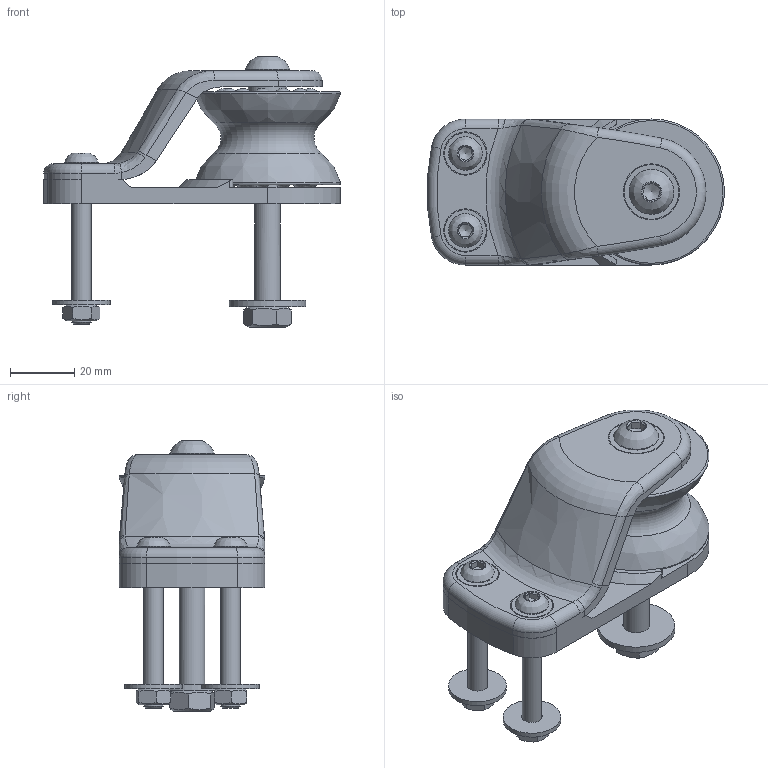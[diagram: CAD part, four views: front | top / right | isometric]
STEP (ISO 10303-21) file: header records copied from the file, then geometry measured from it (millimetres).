
FILE_DESCRIPTION(/* description */ (''),/* implementation_level */ '2;1');
FILE_NAME(/* name */ '819.045.stp',/* time_stamp */ '2019-01-28T15:00:55+01:00',/* author */ ('gianni'),/* organization */ (''),/* preprocessor_version */ 'ST-DEVELOPER v16.5',/* originating_system */ 'Autodesk Inventor 2017',/* authorisation */ '');
FILE_SCHEMA (('AUTOMOTIVE_DESIGN { 1 0 10303 214 3 1 1 }'));
Length unit declared in the file: millimetre
Products named in the file (1): 19012803
Bounding box: 92.57 x 45.5 x 84.4 mm (x, y, z)
Volume: 83310.7 mm3; surface area: 29509.4 mm2
Topology: 1 solids, 1 shells, 188 faces, 409 edges, 275 vertices
Faces by surface type: plane 73, cylinder 36, sphere 26, cone 21, bspline 19, torus 13
Full cylindrical faces by diameter (mm): 6 x4, 6.4 x2, 8 x1, 8.4 x1, 12 x2, 13 x2, 13.5 x2, 17 x1, 17.5 x1, 18 x2, 24 x1
Entity records: 5259 total; most frequent: CARTESIAN_POINT 1517, DIRECTION 760, ORIENTED_EDGE 708, EDGE_CURVE 354, AXIS2_PLACEMENT_3D 345, EDGE_LOOP 283, VERTEX_POINT 261, FACE_OUTER_BOUND 188
